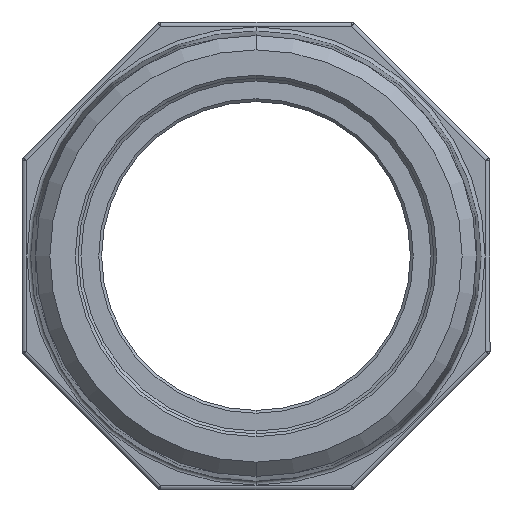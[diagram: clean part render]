
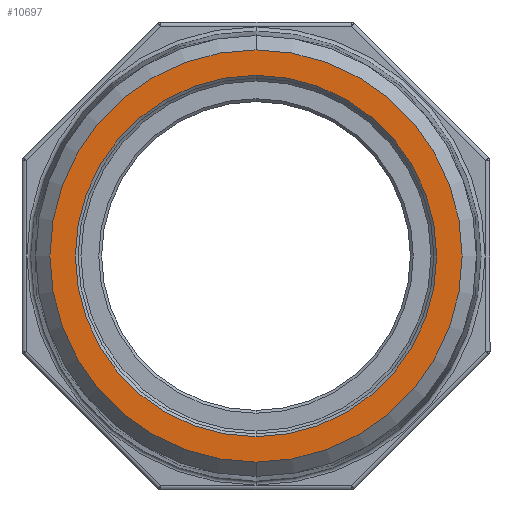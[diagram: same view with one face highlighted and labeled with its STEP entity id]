
A CAD part, left-side view. The second image highlights one B-rep face of the part: STEP entity #10697.
In plain terms, the highlighted planar face has unit normal (-1, 0, 0).
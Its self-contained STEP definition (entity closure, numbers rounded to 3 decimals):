
#164 = CARTESIAN_POINT ( 'NONE',  ( -17.32, 0., 19.3 ) ) ;
#305 = ORIENTED_EDGE ( 'NONE', *, *, #9741, .T. ) ;
#384 = CARTESIAN_POINT ( 'NONE',  ( -17.32, 0., -22.023 ) ) ;
#423 = DIRECTION ( 'NONE',  ( 0., 0., 1. ) ) ;
#520 = PLANE ( 'NONE',  #7262 ) ;
#648 = EDGE_LOOP ( 'NONE', ( #305, #15615 ) ) ;
#1390 = CARTESIAN_POINT ( 'NONE',  ( -17.32, 0., 0. ) ) ;
#1544 = DIRECTION ( 'NONE',  ( 0., 0., -1. ) ) ;
#3802 = DIRECTION ( 'NONE',  ( 1., 0., 0. ) ) ;
#3892 = DIRECTION ( 'NONE',  ( -1., 0., 0. ) ) ;
#3913 = CARTESIAN_POINT ( 'NONE',  ( -17.32, 0., 0. ) ) ;
#4195 = DIRECTION ( 'NONE',  ( -1., 0., 0. ) ) ;
#4563 = CIRCLE ( 'NONE', #14731, 22.023 ) ;
#4889 = CIRCLE ( 'NONE', #16041, 19.3 ) ;
#4891 = EDGE_CURVE ( 'NONE', #5563, #12968, #4563, .T. ) ;
#4913 = EDGE_LOOP ( 'NONE', ( #13974, #6297 ) ) ;
#5050 = DIRECTION ( 'NONE',  ( 0., 0., 1. ) ) ;
#5365 = FACE_BOUND ( 'NONE', #4913, .T. ) ;
#5563 = VERTEX_POINT ( 'NONE', #6396 ) ;
#6297 = ORIENTED_EDGE ( 'NONE', *, *, #9154, .T. ) ;
#6396 = CARTESIAN_POINT ( 'NONE',  ( -17.32, 0., 22.023 ) ) ;
#7073 = CIRCLE ( 'NONE', #9865, 22.023 ) ;
#7262 = AXIS2_PLACEMENT_3D ( 'NONE', #12385, #16319, #14967 ) ;
#9154 = EDGE_CURVE ( 'NONE', #9762, #12037, #4889, .T. ) ;
#9741 = EDGE_CURVE ( 'NONE', #12968, #5563, #7073, .T. ) ;
#9762 = VERTEX_POINT ( 'NONE', #16060 ) ;
#9865 = AXIS2_PLACEMENT_3D ( 'NONE', #16162, #4195, #423 ) ;
#10154 = FACE_OUTER_BOUND ( 'NONE', #648, .T. ) ;
#10475 = DIRECTION ( 'NONE',  ( 0., 0., -1. ) ) ;
#10697 = ADVANCED_FACE ( 'NONE', ( #5365, #10154 ), #520, .F. ) ;
#11289 = EDGE_CURVE ( 'NONE', #12037, #9762, #13239, .T. ) ;
#12037 = VERTEX_POINT ( 'NONE', #164 ) ;
#12385 = CARTESIAN_POINT ( 'NONE',  ( -17.32, 19., 0. ) ) ;
#12935 = AXIS2_PLACEMENT_3D ( 'NONE', #3913, #3802, #10475 ) ;
#12968 = VERTEX_POINT ( 'NONE', #384 ) ;
#13239 = CIRCLE ( 'NONE', #12935, 19.3 ) ;
#13974 = ORIENTED_EDGE ( 'NONE', *, *, #11289, .T. ) ;
#14731 = AXIS2_PLACEMENT_3D ( 'NONE', #1390, #3892, #5050 ) ;
#14766 = DIRECTION ( 'NONE',  ( 1., 0., 0. ) ) ;
#14967 = DIRECTION ( 'NONE',  ( 0., 0., -1. ) ) ;
#15615 = ORIENTED_EDGE ( 'NONE', *, *, #4891, .T. ) ;
#16041 = AXIS2_PLACEMENT_3D ( 'NONE', #16076, #14766, #1544 ) ;
#16060 = CARTESIAN_POINT ( 'NONE',  ( -17.32, 0., -19.3 ) ) ;
#16076 = CARTESIAN_POINT ( 'NONE',  ( -17.32, 0., 0. ) ) ;
#16162 = CARTESIAN_POINT ( 'NONE',  ( -17.32, 0., 0. ) ) ;
#16319 = DIRECTION ( 'NONE',  ( 1., 0., 0. ) ) ;
